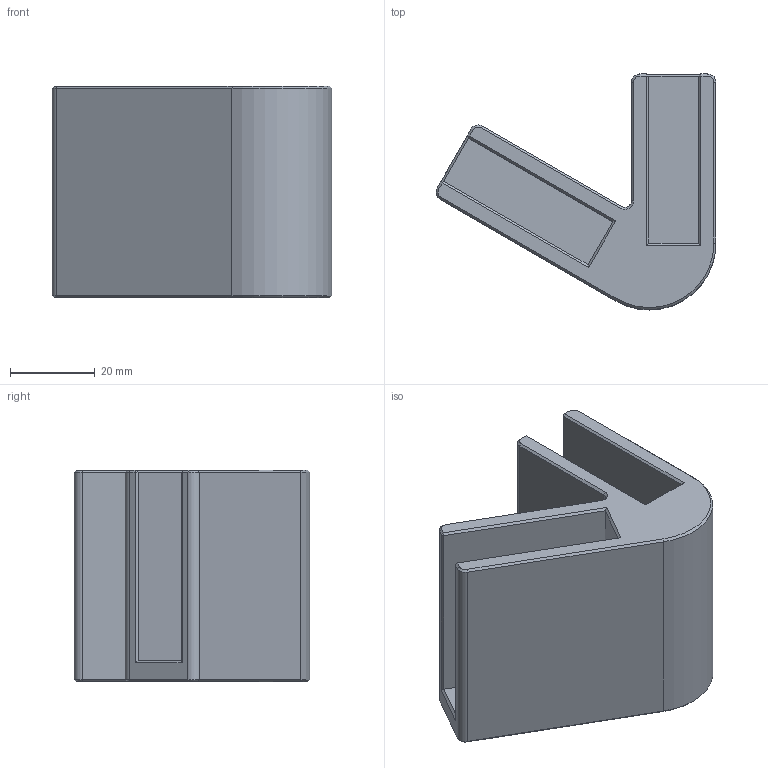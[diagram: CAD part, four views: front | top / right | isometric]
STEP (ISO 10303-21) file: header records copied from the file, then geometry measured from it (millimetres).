
FILE_DESCRIPTION(/* description */ (''),/* implementation_level */ '2;1');
FILE_NAME(/* name */ '4M.stp',/* time_stamp */ '2021-06-04T15:43:14+02:00',/* author */ ('jgraber'),/* organization */ (''),/* preprocessor_version */ 'ST-DEVELOPER v17.2',/* originating_system */ 'Autodesk Inventor 2019',/* authorisation */ '');
FILE_SCHEMA (('AUTOMOTIVE_DESIGN { 1 0 10303 214 3 1 1 }'));
Length unit declared in the file: millimetre
Products named in the file (1): 4M
Bounding box: 66.23 x 55.77 x 50 mm (x, y, z)
Volume: 58807.2 mm3; surface area: 22654.7 mm2
Topology: 1 solids, 1 shells, 64 faces, 142 edges, 80 vertices
Faces by surface type: plane 46, cone 12, cylinder 6
Entity records: 1739 total; most frequent: DIRECTION 296, CARTESIAN_POINT 287, ORIENTED_EDGE 284, EDGE_CURVE 142, LINE 118, VECTOR 118, AXIS2_PLACEMENT_3D 89, VERTEX_POINT 80
